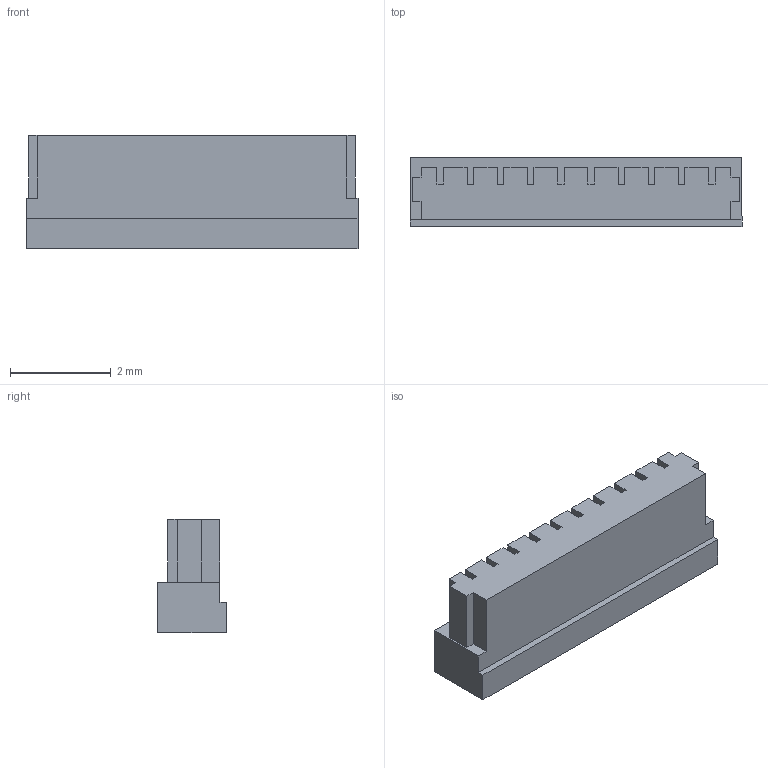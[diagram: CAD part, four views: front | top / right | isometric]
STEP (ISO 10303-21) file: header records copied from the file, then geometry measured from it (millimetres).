
FILE_DESCRIPTION (( 'STEP AP214' ), '1' );
FILE_NAME ('10XSR-36S.STEP', '2012-02-14T05:13:52', ( ' ' ), ( ' ' ), 'SwSTEP 2.0', 'SolidWorks 2005235', '' );
FILE_SCHEMA (( 'AUTOMOTIVE_DESIGN' ));
Length unit declared in the file: millimetre
Products named in the file (1): 10XSR-36S
Bounding box: 6.6 x 1.37 x 2.25 mm (x, y, z)
Volume: 15.9 mm3; surface area: 67.1 mm2
Topology: 1 solids, 1 shells, 90 faces, 234 edges, 156 vertices
Faces by surface type: plane 70, cylinder 20
Entity records: 2761 total; most frequent: CARTESIAN_POINT 481, ORIENTED_EDGE 468, DIRECTION 456, EDGE_CURVE 234, VECTOR 194, LINE 194, VERTEX_POINT 156, AXIS2_PLACEMENT_3D 131
